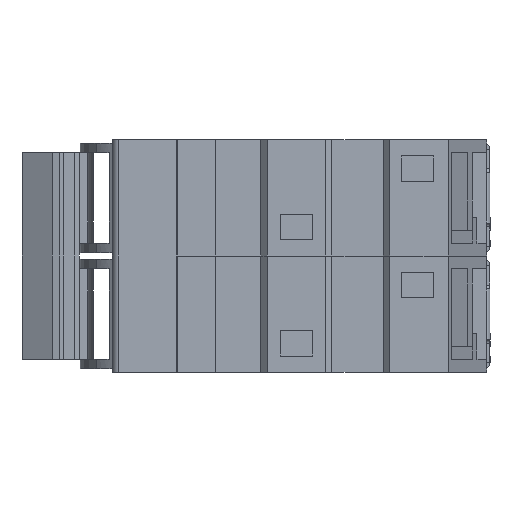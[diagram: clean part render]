
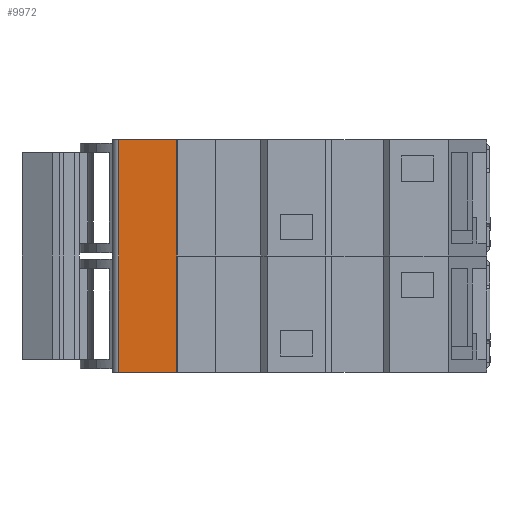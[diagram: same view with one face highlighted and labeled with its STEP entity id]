
A CAD part, front view. The second image highlights one B-rep face of the part: STEP entity #9972.
In plain terms, the highlighted planar face has unit normal (0, -1, 0).
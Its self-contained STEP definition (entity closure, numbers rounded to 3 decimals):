
#224 = CARTESIAN_POINT ( 'NONE',  ( 10., 0., 36. ) ) ;
#1677 = PLANE ( 'NONE',  #7427 ) ;
#1960 = ORIENTED_EDGE ( 'NONE', *, *, #6203, .F. ) ;
#2263 = LINE ( 'NONE', #2695, #4925 ) ;
#2674 = EDGE_CURVE ( 'NONE', #12321, #8925, #7889, .T. ) ;
#2695 = CARTESIAN_POINT ( 'NONE',  ( 1., 0., 36. ) ) ;
#2698 = DIRECTION ( 'NONE',  ( 0., 0., 1. ) ) ;
#4744 = ORIENTED_EDGE ( 'NONE', *, *, #12039, .F. ) ;
#4925 = VECTOR ( 'NONE', #7688, 1000. ) ;
#5270 = LINE ( 'NONE', #224, #8272 ) ;
#5490 = DIRECTION ( 'NONE',  ( 1., 0., 0. ) ) ;
#5493 = EDGE_LOOP ( 'NONE', ( #4744, #6233, #8803, #1960 ) ) ;
#5510 = DIRECTION ( 'NONE',  ( 1., 0., 0. ) ) ;
#6203 = EDGE_CURVE ( 'NONE', #6614, #8925, #5270, .T. ) ;
#6233 = ORIENTED_EDGE ( 'NONE', *, *, #7779, .T. ) ;
#6379 = VERTEX_POINT ( 'NONE', #9479 ) ;
#6614 = VERTEX_POINT ( 'NONE', #10792 ) ;
#6696 = LINE ( 'NONE', #12590, #7017 ) ;
#7017 = VECTOR ( 'NONE', #5510, 1000. ) ;
#7268 = DIRECTION ( 'NONE',  ( 0., 0., -1. ) ) ;
#7321 = CARTESIAN_POINT ( 'NONE',  ( 10., 0., 0. ) ) ;
#7427 = AXIS2_PLACEMENT_3D ( 'NONE', #11734, #8722, #2698 ) ;
#7688 = DIRECTION ( 'NONE',  ( 0., 0., -1. ) ) ;
#7779 = EDGE_CURVE ( 'NONE', #6379, #12321, #2263, .T. ) ;
#7889 = LINE ( 'NONE', #12566, #12346 ) ;
#8272 = VECTOR ( 'NONE', #7268, 1000. ) ;
#8518 = CARTESIAN_POINT ( 'NONE',  ( 1., 0., 0. ) ) ;
#8722 = DIRECTION ( 'NONE',  ( 0., 1., 0. ) ) ;
#8803 = ORIENTED_EDGE ( 'NONE', *, *, #2674, .T. ) ;
#8925 = VERTEX_POINT ( 'NONE', #7321 ) ;
#9479 = CARTESIAN_POINT ( 'NONE',  ( 1., 0., 36. ) ) ;
#9972 = ADVANCED_FACE ( 'NONE', ( #12948 ), #1677, .F. ) ;
#10792 = CARTESIAN_POINT ( 'NONE',  ( 10., 0., 36. ) ) ;
#11734 = CARTESIAN_POINT ( 'NONE',  ( 0., 0., 36. ) ) ;
#12039 = EDGE_CURVE ( 'NONE', #6379, #6614, #6696, .T. ) ;
#12321 = VERTEX_POINT ( 'NONE', #8518 ) ;
#12346 = VECTOR ( 'NONE', #5490, 1000. ) ;
#12566 = CARTESIAN_POINT ( 'NONE',  ( 0., 0., 0. ) ) ;
#12590 = CARTESIAN_POINT ( 'NONE',  ( 0., 0., 36. ) ) ;
#12948 = FACE_OUTER_BOUND ( 'NONE', #5493, .T. ) ;
